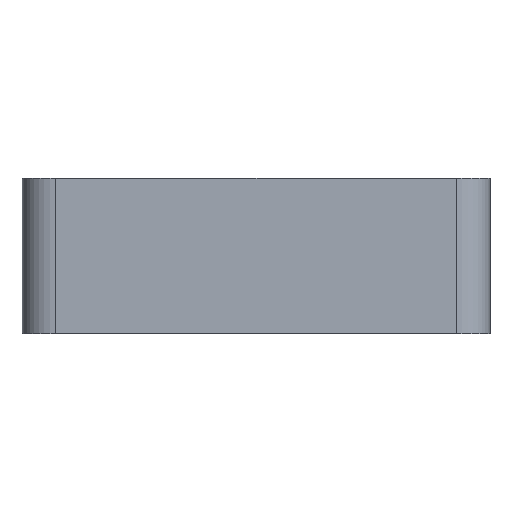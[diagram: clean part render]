
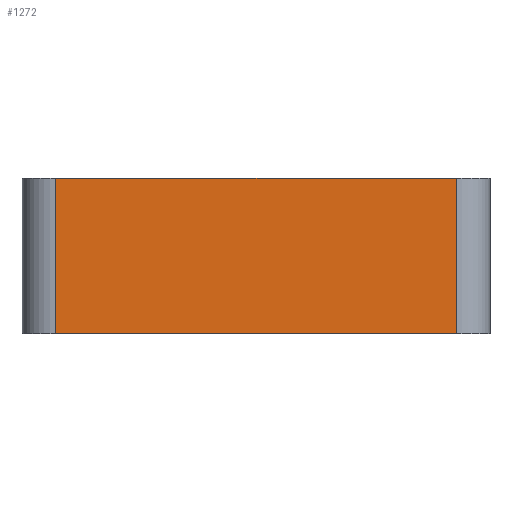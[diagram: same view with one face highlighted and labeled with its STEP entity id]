
A CAD part, left-side view. The second image highlights one B-rep face of the part: STEP entity #1272.
In plain terms, the highlighted planar face has unit normal (-1, 0, 0).
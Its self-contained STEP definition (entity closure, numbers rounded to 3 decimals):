
#189=CARTESIAN_POINT('Vertex',(-42.25,-17.75,0.)) ;
#192=CARTESIAN_POINT('Line Origine',(-42.25,0.,0.)) ;
#196=CARTESIAN_POINT('Vertex',(-42.25,17.75,0.)) ;
#1242=CARTESIAN_POINT('Axis2P3D Location',(-42.25,-17.75,0.)) ;
#1247=CARTESIAN_POINT('Line Origine',(-42.25,17.75,6.875)) ;
#1251=CARTESIAN_POINT('Vertex',(-42.25,17.75,13.75)) ;
#1254=CARTESIAN_POINT('Line Origine',(-42.25,-17.75,6.875)) ;
#1258=CARTESIAN_POINT('Vertex',(-42.25,-17.75,13.75)) ;
#1261=CARTESIAN_POINT('Line Origine',(-42.25,0.,13.75)) ;
#193=DIRECTION('Vector Direction',(0.,1.,0.)) ;
#1243=DIRECTION('Axis2P3D Direction',(1.,0.,0.)) ;
#1244=DIRECTION('Axis2P3D XDirection',(0.,1.,0.)) ;
#1248=DIRECTION('Vector Direction',(0.,0.,1.)) ;
#1255=DIRECTION('Vector Direction',(0.,0.,1.)) ;
#1262=DIRECTION('Vector Direction',(0.,1.,0.)) ;
#1245=AXIS2_PLACEMENT_3D('Plane Axis2P3D',#1242,#1243,#1244) ;
#1267=ORIENTED_EDGE('',*,*,#1253,.F.) ;
#1268=ORIENTED_EDGE('',*,*,#198,.T.) ;
#1269=ORIENTED_EDGE('',*,*,#1260,.T.) ;
#1270=ORIENTED_EDGE('',*,*,#1265,.F.) ;
#194=VECTOR('Line Direction',#193,1.) ;
#1249=VECTOR('Line Direction',#1248,1.) ;
#1256=VECTOR('Line Direction',#1255,1.) ;
#1263=VECTOR('Line Direction',#1262,1.) ;
#1272=ADVANCED_FACE('PartBody',(#1271),#1246,.F.) ;
#198=EDGE_CURVE('',#197,#190,#195,.F.) ;
#1253=EDGE_CURVE('',#197,#1252,#1250,.T.) ;
#1260=EDGE_CURVE('',#190,#1259,#1257,.T.) ;
#1265=EDGE_CURVE('',#1252,#1259,#1264,.F.) ;
#1266=EDGE_LOOP('',(#1267,#1268,#1269,#1270)) ;
#1271=FACE_OUTER_BOUND('',#1266,.T.) ;
#195=LINE('Line',#192,#194) ;
#1250=LINE('Line',#1247,#1249) ;
#1257=LINE('Line',#1254,#1256) ;
#1264=LINE('Line',#1261,#1263) ;
#1246=PLANE('Plane',#1245) ;
#190=VERTEX_POINT('',#189) ;
#197=VERTEX_POINT('',#196) ;
#1252=VERTEX_POINT('',#1251) ;
#1259=VERTEX_POINT('',#1258) ;
